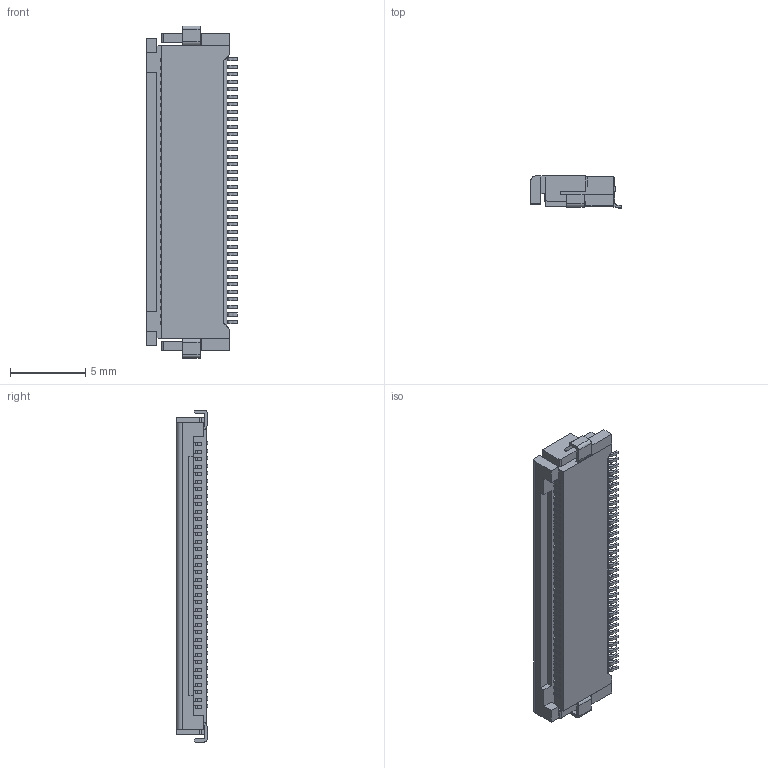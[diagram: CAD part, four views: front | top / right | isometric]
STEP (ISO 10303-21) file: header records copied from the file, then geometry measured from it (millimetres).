
FILE_DESCRIPTION (( 'STEP AP203' ), '1' );
FILE_NAME ('FPC FH12 36P.STEP', '2021-09-18T04:14:30', ( '' ), ( '' ), 'SwSTEP 2.0', 'SolidWorks 2016', '' );
FILE_SCHEMA (( 'CONFIG_CONTROL_DESIGN' ));
Length unit declared in the file: millimetre
Products named in the file (3): pin; FPC FH12 36P; FH12-36P Part
Assembly tree (37 placements, depth 2):
  FPC FH12 36P
    FH12-36P Part
    pin  x36
Bounding box: 6.04 x 2.1 x 22.1 mm (x, y, z)
Volume: 195.9 mm3; surface area: 445.6 mm2
Topology: 37 solids, 37 shells, 1135 faces, 3105 edges, 2046 vertices
Faces by surface type: plane 864, cylinder 197, bspline 74
Entity records: 19760 total; most frequent: CARTESIAN_POINT 3388, ORIENTED_EDGE 3270, DIRECTION 2955, EDGE_CURVE 1635, VECTOR 1513, LINE 1513, VERTEX_POINT 1066, AXIS2_PLACEMENT_3D 721
